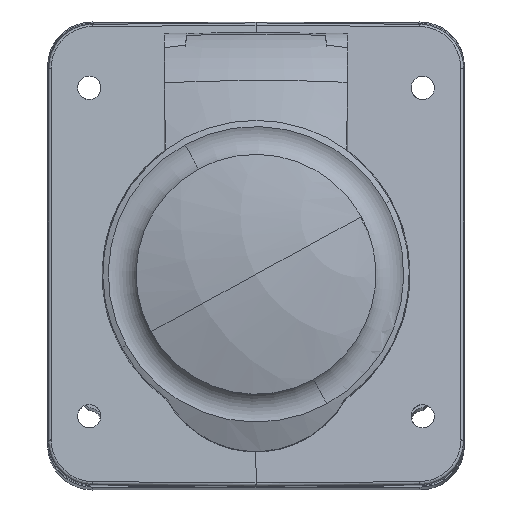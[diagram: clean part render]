
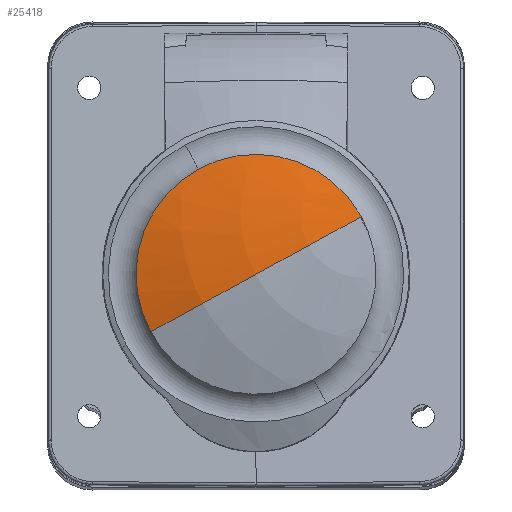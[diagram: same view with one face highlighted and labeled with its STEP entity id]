
A CAD part, front view. The second image highlights one B-rep face of the part: STEP entity #25418.
In plain terms, the highlighted spherical face has radius 80 mm.
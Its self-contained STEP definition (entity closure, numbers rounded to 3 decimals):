
#10651=CARTESIAN_POINT('',(0.,-8.907,0.));
#10652=DIRECTION('',(0.,-1.,0.));
#10653=DIRECTION('',(-0.479,0.,0.878));
#10654=AXIS2_PLACEMENT_3D('',#10651,#10652,#10653);
#10671=CARTESIAN_POINT('',(0.,-8.907,0.));
#10672=DIRECTION('',(0.,-1.,0.));
#10673=DIRECTION('',(0.934,0.,0.357));
#10674=AXIS2_PLACEMENT_3D('',#10671,#10672,#10673);
#10676=CARTESIAN_POINT('',(0.,68.124,0.));
#10677=DIRECTION('',(-0.479,0.,0.878));
#10678=DIRECTION('',(-0.237,-0.963,-0.129));
#10679=AXIS2_PLACEMENT_3D('',#10676,#10677,#10678);
#10681=CARTESIAN_POINT('',(0.,68.124,0.));
#10682=DIRECTION('',(0.846,0.268,0.462));
#10683=DIRECTION('',(0.235,-0.964,0.128));
#10684=AXIS2_PLACEMENT_3D('',#10681,#10682,#10683);
#10686=CARTESIAN_POINT('',(0.,68.124,0.));
#10687=DIRECTION('',(0.846,0.268,0.462));
#10688=DIRECTION('',(0.235,-0.964,0.128));
#10689=AXIS2_PLACEMENT_3D('',#10686,#10687,#10688);
#11039=CARTESIAN_POINT('',(-10.351,-8.907,
18.948));
#11040=CARTESIAN_POINT('',(-18.948,-8.907,
-10.351));
#11041=VERTEX_POINT('',#11039);
#11042=VERTEX_POINT('',#11040);
#11044=CARTESIAN_POINT('',(20.172,-8.907,
7.7));
#11046=VERTEX_POINT('',#11044);
#11047=CARTESIAN_POINT('',(18.787,-8.958,
10.264));
#11048=CARTESIAN_POINT('',(18.794,-8.958,
10.251));
#11049=VERTEX_POINT('',#11047);
#11050=VERTEX_POINT('',#11048);
#25406=CARTESIAN_POINT('',(0.,68.124,0.));
#25407=DIRECTION('',(0.235,-0.964,0.128));
#25408=DIRECTION('',(0.846,0.268,0.462));
#25409=AXIS2_PLACEMENT_3D('',#25406,#25407,#25408);
#25410=SPHERICAL_SURFACE('',#25409,80.);
#25411=ORIENTED_EDGE('',*,*,#25395,.F.);
#25412=ORIENTED_EDGE('',*,*,#25363,.F.);
#25413=ORIENTED_EDGE('',*,*,#25382,.F.);
#25414=ORIENTED_EDGE('',*,*,#25399,.F.);
#25415=ORIENTED_EDGE('',*,*,#25397,.F.);
#25416=EDGE_LOOP('',(#25411,#25412,#25413,#25414,#25415));
#25417=FACE_OUTER_BOUND('',#25416,.F.);
#25418=ADVANCED_FACE('',(#25417),#25410,.T.);
#10655=CIRCLE('',#10654,21.591);
#10675=CIRCLE('',#10674,21.591);
#10680=CIRCLE('',#10679,80.);
#10685=CIRCLE('',#10684,80.);
#10690=CIRCLE('',#10689,80.);
#25363=EDGE_CURVE('',#11041,#11042,#10655,.T.);
#25382=EDGE_CURVE('',#11046,#11041,#10675,.T.);
#25395=EDGE_CURVE('',#11042,#11049,#10680,.T.);
#25397=EDGE_CURVE('',#11049,#11050,#10685,.T.);
#25399=EDGE_CURVE('',#11050,#11046,#10690,.T.);
